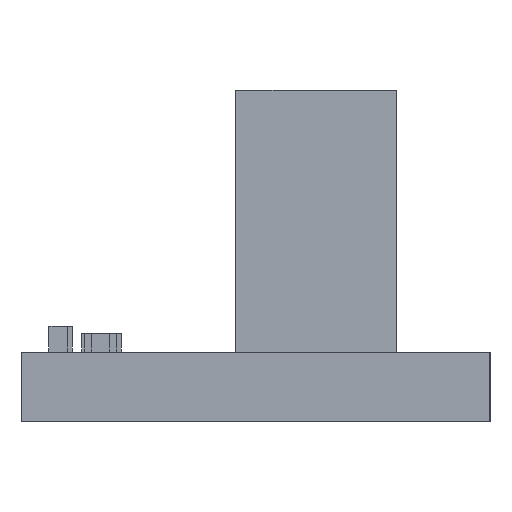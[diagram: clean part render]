
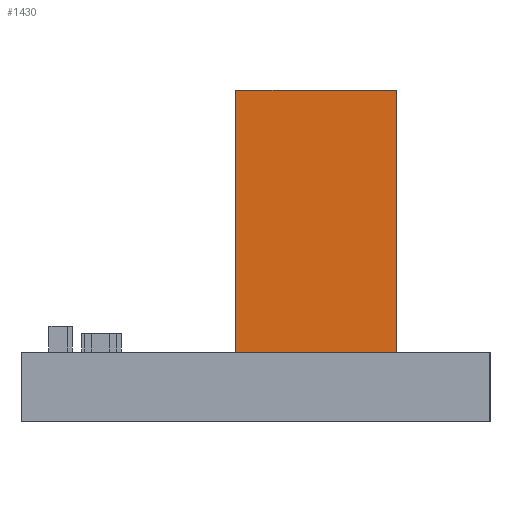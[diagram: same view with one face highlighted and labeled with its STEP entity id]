
A CAD part, left-side view. The second image highlights one B-rep face of the part: STEP entity #1430.
In plain terms, the highlighted planar face has unit normal (-1, 0, 0).
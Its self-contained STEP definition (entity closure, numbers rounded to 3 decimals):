
#1325 = PLANE('',#1326);
#1326 = AXIS2_PLACEMENT_3D('',#1327,#1328,#1329);
#1327 = CARTESIAN_POINT('',(10.785,1.72,0.));
#1328 = DIRECTION('',(0.,-1.,0.));
#1329 = DIRECTION('',(-1.,0.,0.));
#1350 = VERTEX_POINT('',#1351);
#1351 = CARTESIAN_POINT('',(-10.785,1.72,5.6));
#1365 = PLANE('',#1366);
#1366 = AXIS2_PLACEMENT_3D('',#1367,#1368,#1369);
#1367 = CARTESIAN_POINT('',(10.785,1.72,5.6));
#1368 = DIRECTION('',(0.,0.,-1.));
#1369 = DIRECTION('',(-1.,0.,0.));
#1377 = EDGE_CURVE('',#1378,#1350,#1380,.T.);
#1378 = VERTEX_POINT('',#1379);
#1379 = CARTESIAN_POINT('',(-10.785,1.72,0.));
#1380 = SURFACE_CURVE('',#1381,(#1385,#1392),.PCURVE_S1.);
#1381 = LINE('',#1382,#1383);
#1382 = CARTESIAN_POINT('',(-10.785,1.72,0.));
#1383 = VECTOR('',#1384,1.);
#1384 = DIRECTION('',(0.,0.,1.));
#1385 = PCURVE('',#1325,#1386);
#1386 = DEFINITIONAL_REPRESENTATION('',(#1387),#1391);
#1387 = LINE('',#1388,#1389);
#1388 = CARTESIAN_POINT('',(21.57,0.));
#1389 = VECTOR('',#1390,1.);
#1390 = DIRECTION('',(0.,-1.));
#1391 = ( GEOMETRIC_REPRESENTATION_CONTEXT(2) 
PARAMETRIC_REPRESENTATION_CONTEXT() REPRESENTATION_CONTEXT('2D SPACE',''
  ) );
#1392 = PCURVE('',#1393,#1398);
#1393 = PLANE('',#1394);
#1394 = AXIS2_PLACEMENT_3D('',#1395,#1396,#1397);
#1395 = CARTESIAN_POINT('',(-10.785,1.72,0.));
#1396 = DIRECTION('',(1.,0.,0.));
#1397 = DIRECTION('',(0.,-1.,0.));
#1398 = DEFINITIONAL_REPRESENTATION('',(#1399),#1403);
#1399 = LINE('',#1400,#1401);
#1400 = CARTESIAN_POINT('',(0.,0.));
#1401 = VECTOR('',#1402,1.);
#1402 = DIRECTION('',(0.,-1.));
#1403 = ( GEOMETRIC_REPRESENTATION_CONTEXT(2) 
PARAMETRIC_REPRESENTATION_CONTEXT() REPRESENTATION_CONTEXT('2D SPACE',''
  ) );
#1419 = PLANE('',#1420);
#1420 = AXIS2_PLACEMENT_3D('',#1421,#1422,#1423);
#1421 = CARTESIAN_POINT('',(10.785,1.72,0.));
#1422 = DIRECTION('',(0.,0.,-1.));
#1423 = DIRECTION('',(-1.,0.,0.));
#1430 = ADVANCED_FACE('',(#1431),#1393,.F.);
#1431 = FACE_BOUND('',#1432,.F.);
#1432 = EDGE_LOOP('',(#1433,#1434,#1457,#1485));
#1433 = ORIENTED_EDGE('',*,*,#1377,.T.);
#1434 = ORIENTED_EDGE('',*,*,#1435,.T.);
#1435 = EDGE_CURVE('',#1350,#1436,#1438,.T.);
#1436 = VERTEX_POINT('',#1437);
#1437 = CARTESIAN_POINT('',(-10.785,-1.72,5.6));
#1438 = SURFACE_CURVE('',#1439,(#1443,#1450),.PCURVE_S1.);
#1439 = LINE('',#1440,#1441);
#1440 = CARTESIAN_POINT('',(-10.785,1.72,5.6));
#1441 = VECTOR('',#1442,1.);
#1442 = DIRECTION('',(0.,-1.,0.));
#1443 = PCURVE('',#1393,#1444);
#1444 = DEFINITIONAL_REPRESENTATION('',(#1445),#1449);
#1445 = LINE('',#1446,#1447);
#1446 = CARTESIAN_POINT('',(0.,-5.6));
#1447 = VECTOR('',#1448,1.);
#1448 = DIRECTION('',(1.,0.));
#1449 = ( GEOMETRIC_REPRESENTATION_CONTEXT(2) 
PARAMETRIC_REPRESENTATION_CONTEXT() REPRESENTATION_CONTEXT('2D SPACE',''
  ) );
#1450 = PCURVE('',#1365,#1451);
#1451 = DEFINITIONAL_REPRESENTATION('',(#1452),#1456);
#1452 = LINE('',#1453,#1454);
#1453 = CARTESIAN_POINT('',(21.57,0.));
#1454 = VECTOR('',#1455,1.);
#1455 = DIRECTION('',(0.,-1.));
#1456 = ( GEOMETRIC_REPRESENTATION_CONTEXT(2) 
PARAMETRIC_REPRESENTATION_CONTEXT() REPRESENTATION_CONTEXT('2D SPACE',''
  ) );
#1457 = ORIENTED_EDGE('',*,*,#1458,.F.);
#1458 = EDGE_CURVE('',#1459,#1436,#1461,.T.);
#1459 = VERTEX_POINT('',#1460);
#1460 = CARTESIAN_POINT('',(-10.785,-1.72,0.));
#1461 = SURFACE_CURVE('',#1462,(#1466,#1473),.PCURVE_S1.);
#1462 = LINE('',#1463,#1464);
#1463 = CARTESIAN_POINT('',(-10.785,-1.72,0.));
#1464 = VECTOR('',#1465,1.);
#1465 = DIRECTION('',(0.,0.,1.));
#1466 = PCURVE('',#1393,#1467);
#1467 = DEFINITIONAL_REPRESENTATION('',(#1468),#1472);
#1468 = LINE('',#1469,#1470);
#1469 = CARTESIAN_POINT('',(3.44,0.));
#1470 = VECTOR('',#1471,1.);
#1471 = DIRECTION('',(0.,-1.));
#1472 = ( GEOMETRIC_REPRESENTATION_CONTEXT(2) 
PARAMETRIC_REPRESENTATION_CONTEXT() REPRESENTATION_CONTEXT('2D SPACE',''
  ) );
#1473 = PCURVE('',#1474,#1479);
#1474 = PLANE('',#1475);
#1475 = AXIS2_PLACEMENT_3D('',#1476,#1477,#1478);
#1476 = CARTESIAN_POINT('',(-10.785,-1.72,0.));
#1477 = DIRECTION('',(0.,1.,0.));
#1478 = DIRECTION('',(1.,0.,0.));
#1479 = DEFINITIONAL_REPRESENTATION('',(#1480),#1484);
#1480 = LINE('',#1481,#1482);
#1481 = CARTESIAN_POINT('',(0.,0.));
#1482 = VECTOR('',#1483,1.);
#1483 = DIRECTION('',(0.,-1.));
#1484 = ( GEOMETRIC_REPRESENTATION_CONTEXT(2) 
PARAMETRIC_REPRESENTATION_CONTEXT() REPRESENTATION_CONTEXT('2D SPACE',''
  ) );
#1485 = ORIENTED_EDGE('',*,*,#1486,.F.);
#1486 = EDGE_CURVE('',#1378,#1459,#1487,.T.);
#1487 = SURFACE_CURVE('',#1488,(#1492,#1499),.PCURVE_S1.);
#1488 = LINE('',#1489,#1490);
#1489 = CARTESIAN_POINT('',(-10.785,1.72,0.));
#1490 = VECTOR('',#1491,1.);
#1491 = DIRECTION('',(0.,-1.,0.));
#1492 = PCURVE('',#1393,#1493);
#1493 = DEFINITIONAL_REPRESENTATION('',(#1494),#1498);
#1494 = LINE('',#1495,#1496);
#1495 = CARTESIAN_POINT('',(0.,0.));
#1496 = VECTOR('',#1497,1.);
#1497 = DIRECTION('',(1.,0.));
#1498 = ( GEOMETRIC_REPRESENTATION_CONTEXT(2) 
PARAMETRIC_REPRESENTATION_CONTEXT() REPRESENTATION_CONTEXT('2D SPACE',''
  ) );
#1499 = PCURVE('',#1419,#1500);
#1500 = DEFINITIONAL_REPRESENTATION('',(#1501),#1505);
#1501 = LINE('',#1502,#1503);
#1502 = CARTESIAN_POINT('',(21.57,0.));
#1503 = VECTOR('',#1504,1.);
#1504 = DIRECTION('',(0.,-1.));
#1505 = ( GEOMETRIC_REPRESENTATION_CONTEXT(2) 
PARAMETRIC_REPRESENTATION_CONTEXT() REPRESENTATION_CONTEXT('2D SPACE',''
  ) );
